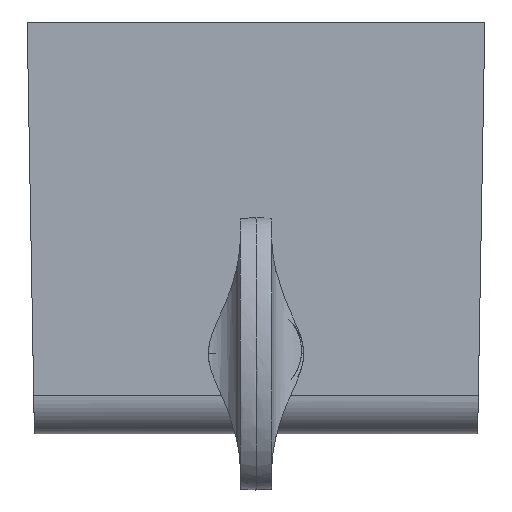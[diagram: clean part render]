
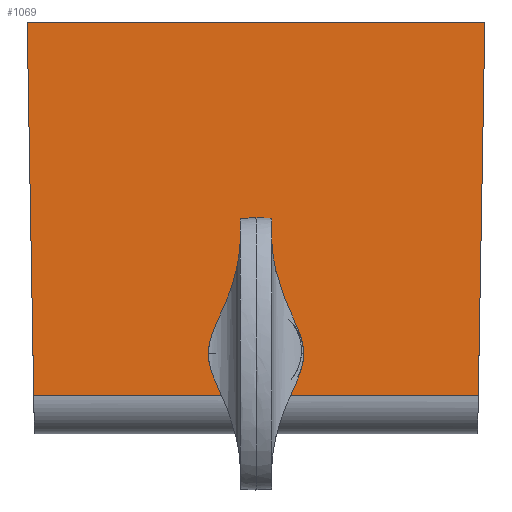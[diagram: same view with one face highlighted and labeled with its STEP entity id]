
A CAD part, front view. The second image highlights one B-rep face of the part: STEP entity #1069.
In plain terms, the highlighted planar face has unit normal (0, -1, 0.018).
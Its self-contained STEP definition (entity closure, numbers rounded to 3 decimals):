
#65=DIRECTION('',(0.017,-0.017,-1.));
#66=VECTOR('',#65,16.319);
#67=CARTESIAN_POINT('',(-10.,-20.25,0.));
#68=LINE('',#67,#66);
#318=DIRECTION('',(-0.017,-0.017,-1.));
#319=VECTOR('',#318,16.319);
#320=CARTESIAN_POINT('',(10.,-20.25,0.));
#321=LINE('',#320,#319);
#478=CARTESIAN_POINT('',(1.727,-20.503,-14.5));
#479=CARTESIAN_POINT('',(1.727,-20.507,-14.704));
#480=CARTESIAN_POINT('',(1.654,-20.514,-15.143));
#481=CARTESIAN_POINT('',(1.257,-20.525,-15.758));
#482=CARTESIAN_POINT('',(0.747,-20.531,
-16.087));
#483=CARTESIAN_POINT('',(0.312,-20.533,
-16.209));
#484=CARTESIAN_POINT('',(0.,-20.533,-16.236));
#485=CARTESIAN_POINT('',(-0.312,-20.533,
-16.209));
#486=CARTESIAN_POINT('',(-0.747,-20.531,
-16.087));
#487=CARTESIAN_POINT('',(-1.257,-20.525,
-15.758));
#488=CARTESIAN_POINT('',(-1.654,-20.514,
-15.143));
#489=CARTESIAN_POINT('',(-1.727,-20.507,-14.704));
#490=CARTESIAN_POINT('',(-1.727,-20.503,-14.5));
#492=CARTESIAN_POINT('',(-1.727,-20.503,-14.5));
#493=CARTESIAN_POINT('',(-1.727,-20.5,-14.296));
#494=CARTESIAN_POINT('',(-1.654,-20.492,
-13.857));
#495=CARTESIAN_POINT('',(-1.257,-20.481,
-13.242));
#496=CARTESIAN_POINT('',(-0.747,-20.475,
-12.913));
#497=CARTESIAN_POINT('',(-0.312,-20.473,
-12.791));
#498=CARTESIAN_POINT('',(0.,-20.473,-12.764));
#499=CARTESIAN_POINT('',(0.312,-20.473,
-12.791));
#500=CARTESIAN_POINT('',(0.747,-20.475,
-12.913));
#501=CARTESIAN_POINT('',(1.257,-20.481,-13.242));
#502=CARTESIAN_POINT('',(1.654,-20.492,-13.857));
#503=CARTESIAN_POINT('',(1.727,-20.5,-14.296));
#504=CARTESIAN_POINT('',(1.727,-20.503,-14.5));
#506=DIRECTION('',(1.,0.,0.));
#507=VECTOR('',#506,20.);
#508=CARTESIAN_POINT('',(-10.,-20.25,0.));
#509=LINE('',#508,#507);
#510=DIRECTION('',(-1.,0.,0.));
#511=VECTOR('',#510,19.43);
#512=CARTESIAN_POINT('',(9.715,-20.535,-16.314));
#513=LINE('',#512,#511);
#604=CARTESIAN_POINT('',(1.727,-20.503,-14.5));
#605=VERTEX_POINT('',#604);
#606=CARTESIAN_POINT('',(-1.727,-20.503,-14.5));
#607=VERTEX_POINT('',#606);
#616=CARTESIAN_POINT('',(-10.,-20.25,0.));
#617=CARTESIAN_POINT('',(10.,-20.25,0.));
#618=VERTEX_POINT('',#616);
#619=VERTEX_POINT('',#617);
#620=CARTESIAN_POINT('',(-9.715,-20.535,
-16.314));
#621=VERTEX_POINT('',#620);
#622=CARTESIAN_POINT('',(9.715,-20.535,-16.314));
#623=VERTEX_POINT('',#622);
#1051=CARTESIAN_POINT('',(-11.583,-20.25,0.));
#1052=DIRECTION('',(0.,-1.,0.017));
#1053=DIRECTION('',(-1.,0.,0.));
#1054=AXIS2_PLACEMENT_3D('',#1051,#1052,#1053);
#1055=PLANE('',#1054);
#1056=ORIENTED_EDGE('',*,*,#732,.F.);
#1057=ORIENTED_EDGE('',*,*,#969,.T.);
#1058=ORIENTED_EDGE('',*,*,#904,.T.);
#1060=ORIENTED_EDGE('',*,*,#1059,.T.);
#1061=EDGE_LOOP('',(#1056,#1057,#1058,#1060));
#1062=FACE_OUTER_BOUND('',#1061,.F.);
#1064=ORIENTED_EDGE('',*,*,#1063,.F.);
#1066=ORIENTED_EDGE('',*,*,#1065,.F.);
#1067=EDGE_LOOP('',(#1064,#1066));
#1068=FACE_BOUND('',#1067,.F.);
#1069=ADVANCED_FACE('',(#1062,#1068),#1055,.T.);
#491=B_SPLINE_CURVE_WITH_KNOTS('',3,(#478,#479,#480,#481,#482,#483,#484,#485,
#486,#487,#488,#489,#490),.UNSPECIFIED.,.F.,.F.,(4,1,1,1,1,1,1,1,1,1,4),(0.,
0.125,0.25,0.375,0.438,0.5,0.563,0.625,0.75,0.875,1.),
.UNSPECIFIED.);
#505=B_SPLINE_CURVE_WITH_KNOTS('',3,(#492,#493,#494,#495,#496,#497,#498,#499,
#500,#501,#502,#503,#504),.UNSPECIFIED.,.F.,.F.,(4,1,1,1,1,1,1,1,1,1,4),(0.,
0.125,0.25,0.375,0.438,0.5,0.563,0.625,0.75,0.875,1.),
.UNSPECIFIED.);
#732=EDGE_CURVE('',#618,#621,#68,.T.);
#904=EDGE_CURVE('',#619,#623,#321,.T.);
#969=EDGE_CURVE('',#618,#619,#509,.T.);
#1059=EDGE_CURVE('',#623,#621,#513,.T.);
#1063=EDGE_CURVE('',#605,#607,#491,.T.);
#1065=EDGE_CURVE('',#607,#605,#505,.T.);
